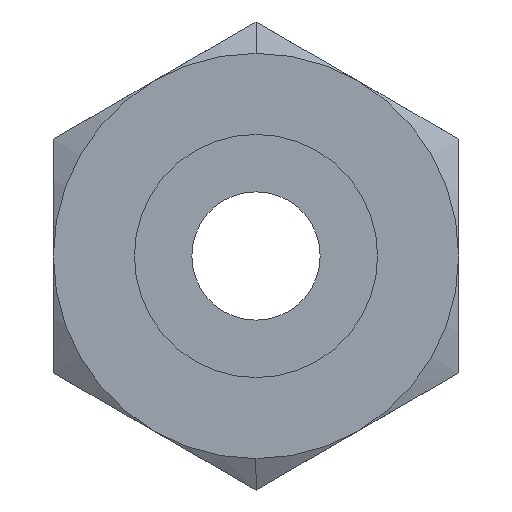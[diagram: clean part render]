
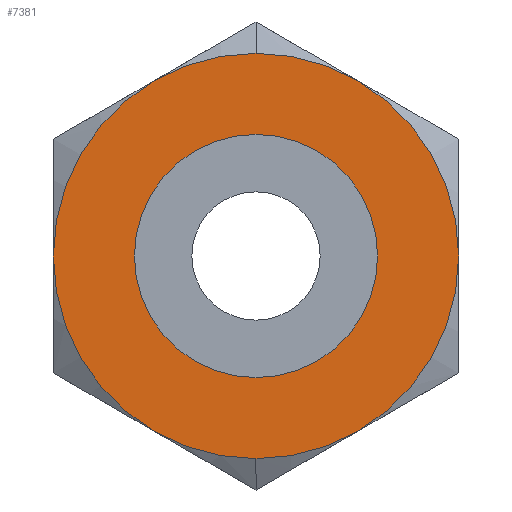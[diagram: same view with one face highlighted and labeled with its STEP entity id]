
A CAD part, left-side view. The second image highlights one B-rep face of the part: STEP entity #7381.
In plain terms, the highlighted planar face has unit normal (-1, 0, 0).
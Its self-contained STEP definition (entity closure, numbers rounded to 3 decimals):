
#14 = CARTESIAN_POINT ( 'NONE',  ( 0., 0., 0. ) ) ;
#74 = EDGE_CURVE ( 'NONE', #6345, #1014, #3683, .T. ) ;
#958 = CIRCLE ( 'NONE', #8704, 9. ) ;
#982 = AXIS2_PLACEMENT_3D ( 'NONE', #9949, #1047, #4248 ) ;
#1014 = VERTEX_POINT ( 'NONE', #1836 ) ;
#1047 = DIRECTION ( 'NONE',  ( 1., 0., 0. ) ) ;
#1716 = CARTESIAN_POINT ( 'NONE',  ( 0., 0., -15. ) ) ;
#1836 = CARTESIAN_POINT ( 'NONE',  ( 0., 0., -9. ) ) ;
#2063 = VERTEX_POINT ( 'NONE', #1716 ) ;
#2273 = CIRCLE ( 'NONE', #8490, 15. ) ;
#2346 = CARTESIAN_POINT ( 'NONE',  ( 0., 0., 15. ) ) ;
#2418 = FACE_OUTER_BOUND ( 'NONE', #3064, .T. ) ;
#2438 = DIRECTION ( 'NONE',  ( 1., 0., 0. ) ) ;
#2589 = DIRECTION ( 'NONE',  ( 0., 0., -1. ) ) ;
#3064 = EDGE_LOOP ( 'NONE', ( #4426, #9334 ) ) ;
#3157 = PLANE ( 'NONE',  #4150 ) ;
#3683 = CIRCLE ( 'NONE', #9926, 9. ) ;
#3744 = CARTESIAN_POINT ( 'NONE',  ( 0., 0., 0. ) ) ;
#4150 = AXIS2_PLACEMENT_3D ( 'NONE', #5591, #6436, #9637 ) ;
#4248 = DIRECTION ( 'NONE',  ( 0., 0., 1. ) ) ;
#4426 = ORIENTED_EDGE ( 'NONE', *, *, #5177, .F. ) ;
#4575 = CARTESIAN_POINT ( 'NONE',  ( 0., 0., 9. ) ) ;
#5177 = EDGE_CURVE ( 'NONE', #7828, #2063, #7378, .T. ) ;
#5591 = CARTESIAN_POINT ( 'NONE',  ( 0., 0., 7.5 ) ) ;
#6025 = CARTESIAN_POINT ( 'NONE',  ( 0., 0., 0. ) ) ;
#6345 = VERTEX_POINT ( 'NONE', #4575 ) ;
#6353 = EDGE_LOOP ( 'NONE', ( #9037, #6595 ) ) ;
#6436 = DIRECTION ( 'NONE',  ( -1., 0., 0. ) ) ;
#6595 = ORIENTED_EDGE ( 'NONE', *, *, #74, .T. ) ;
#6913 = DIRECTION ( 'NONE',  ( 0., 0., -1. ) ) ;
#7163 = EDGE_CURVE ( 'NONE', #1014, #6345, #958, .T. ) ;
#7378 = CIRCLE ( 'NONE', #982, 15. ) ;
#7381 = ADVANCED_FACE ( 'NONE', ( #8599, #2418 ), #3157, .T. ) ;
#7828 = VERTEX_POINT ( 'NONE', #2346 ) ;
#8432 = DIRECTION ( 'NONE',  ( 0., 0., 1. ) ) ;
#8490 = AXIS2_PLACEMENT_3D ( 'NONE', #3744, #10175, #6913 ) ;
#8599 = FACE_BOUND ( 'NONE', #6353, .T. ) ;
#8704 = AXIS2_PLACEMENT_3D ( 'NONE', #14, #2438, #2589 ) ;
#9037 = ORIENTED_EDGE ( 'NONE', *, *, #7163, .T. ) ;
#9220 = DIRECTION ( 'NONE',  ( 1., 0., 0. ) ) ;
#9334 = ORIENTED_EDGE ( 'NONE', *, *, #9688, .F. ) ;
#9637 = DIRECTION ( 'NONE',  ( 0., 0., 1. ) ) ;
#9688 = EDGE_CURVE ( 'NONE', #2063, #7828, #2273, .T. ) ;
#9926 = AXIS2_PLACEMENT_3D ( 'NONE', #6025, #9220, #8432 ) ;
#9949 = CARTESIAN_POINT ( 'NONE',  ( 0., 0., 0. ) ) ;
#10175 = DIRECTION ( 'NONE',  ( 1., 0., 0. ) ) ;
